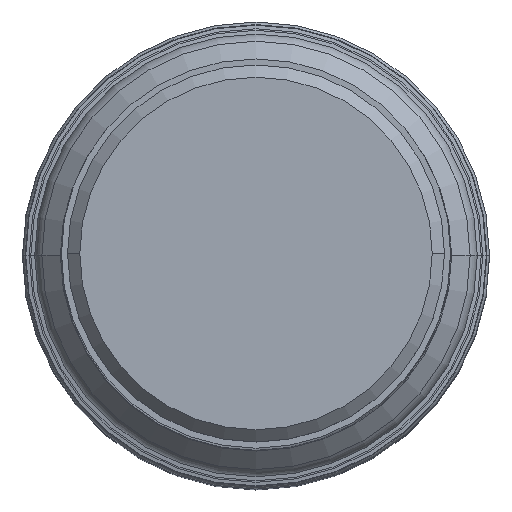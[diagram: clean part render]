
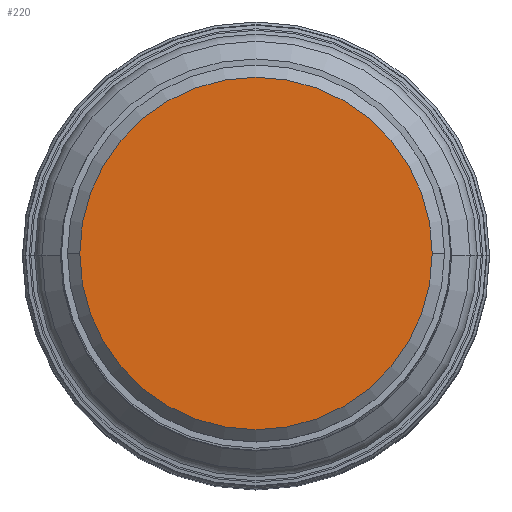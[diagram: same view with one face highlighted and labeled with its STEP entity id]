
A CAD part, top view. The second image highlights one B-rep face of the part: STEP entity #220.
In plain terms, the highlighted planar face has unit normal (0, 0, 1).
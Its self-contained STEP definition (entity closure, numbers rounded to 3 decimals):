
#31=PLANE('',#1480);
#220=ADVANCED_FACE('',(#310),#31,.F.);
#310=FACE_OUTER_BOUND('',#390,.T.);
#390=EDGE_LOOP('',(#688,#689));
#688=ORIENTED_EDGE('',*,*,#934,.T.);
#689=ORIENTED_EDGE('',*,*,#933,.T.);
#780=VERTEX_POINT('',#2982);
#781=VERTEX_POINT('',#2984);
#933=EDGE_CURVE('',#780,#781,#1122,.T.);
#934=EDGE_CURVE('',#781,#780,#1123,.T.);
#1122=CIRCLE('',#1477,14.375);
#1123=CIRCLE('',#1479,14.375);
#1477=AXIS2_PLACEMENT_3D('',#2985,#1830,#1831);
#1479=AXIS2_PLACEMENT_3D('',#2987,#1834,#1835);
#1480=AXIS2_PLACEMENT_3D('',#2988,#1836,#1837);
#1830=DIRECTION('',(0.,0.,1.));
#1831=DIRECTION('',(-1.,0.,0.));
#1834=DIRECTION('',(0.,0.,1.));
#1835=DIRECTION('',(1.,0.,0.));
#1836=DIRECTION('',(0.,0.,-1.));
#1837=DIRECTION('',(-1.,0.,0.));
#2982=CARTESIAN_POINT('',(-14.375,0.,0.));
#2984=CARTESIAN_POINT('',(14.375,0.,0.));
#2985=CARTESIAN_POINT('',(0.,0.,0.));
#2987=CARTESIAN_POINT('',(0.,0.,0.));
#2988=CARTESIAN_POINT('',(0.,0.,0.));
